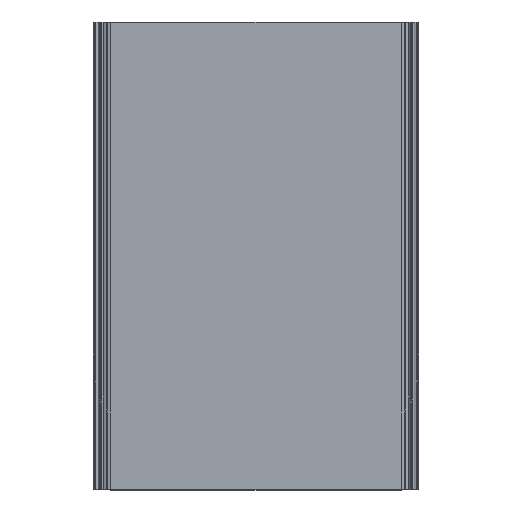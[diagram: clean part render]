
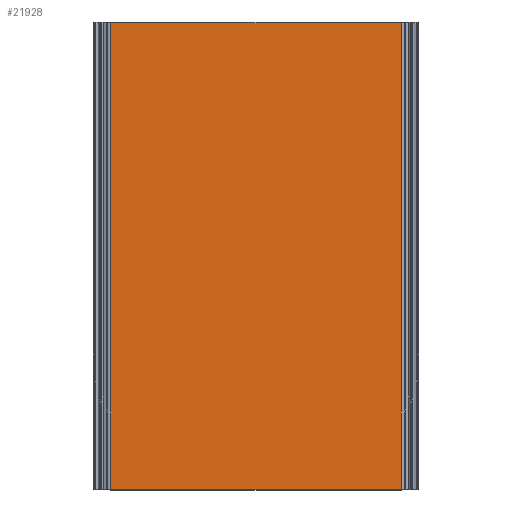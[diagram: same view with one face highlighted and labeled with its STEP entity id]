
A CAD part, top view. The second image highlights one B-rep face of the part: STEP entity #21928.
In plain terms, the highlighted planar face has unit normal (0, 0, 1).
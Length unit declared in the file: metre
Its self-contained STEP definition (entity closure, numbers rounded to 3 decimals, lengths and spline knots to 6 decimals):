
#2532=LINE('',#38236,#4770);
#2533=LINE('',#38240,#4771);
#2534=LINE('',#38242,#4772);
#2535=LINE('',#38244,#4773);
#4770=VECTOR('',#28492,1.);
#4771=VECTOR('',#28497,1.);
#4772=VECTOR('',#28498,1.);
#4773=VECTOR('',#28499,1.);
#9157=ORIENTED_EDGE('',*,*,#14028,.T.);
#9158=ORIENTED_EDGE('',*,*,#14030,.T.);
#9159=ORIENTED_EDGE('',*,*,#14031,.F.);
#9160=ORIENTED_EDGE('',*,*,#14032,.T.);
#14028=EDGE_CURVE('',#16625,#16624,#2532,.T.);
#14030=EDGE_CURVE('',#16624,#16626,#2533,.T.);
#14031=EDGE_CURVE('',#16627,#16626,#2534,.T.);
#14032=EDGE_CURVE('',#16627,#16625,#2535,.T.);
#16624=VERTEX_POINT('',#38235);
#16625=VERTEX_POINT('',#38237);
#16626=VERTEX_POINT('',#38241);
#16627=VERTEX_POINT('',#38243);
#18352=EDGE_LOOP('',(#9157,#9158,#9159,#9160));
#19786=FACE_BOUND('',#18352,.T.);
#20901=PLANE('',#23780);
#21928=ADVANCED_FACE('',(#19786),#20901,.F.);
#23780=AXIS2_PLACEMENT_3D('',#38239,#28495,#28496);
#28492=DIRECTION('',(0.,1.,0.));
#28495=DIRECTION('',(0.,0.,-1.));
#28496=DIRECTION('',(-1.,0.,0.));
#28497=DIRECTION('',(-1.,0.,0.));
#28498=DIRECTION('',(0.,1.,0.));
#28499=DIRECTION('',(1.,0.,0.));
#38235=CARTESIAN_POINT('',(0.0365,-0.0002,0.011975));
#38236=CARTESIAN_POINT('',(0.0365,-0.1177,0.011975));
#38237=CARTESIAN_POINT('',(0.0365,-0.1175,0.011975));
#38239=CARTESIAN_POINT('',(0.01825,-0.1177,0.011975));
#38240=CARTESIAN_POINT('',(0.01825,-0.0002,0.011975));
#38241=CARTESIAN_POINT('',(-0.0365,-0.0002,0.011975));
#38242=CARTESIAN_POINT('',(-0.0365,-0.1177,0.011975));
#38243=CARTESIAN_POINT('',(-0.0365,-0.1175,0.011975));
#38244=CARTESIAN_POINT('',(0.0365,-0.1175,0.011975));
